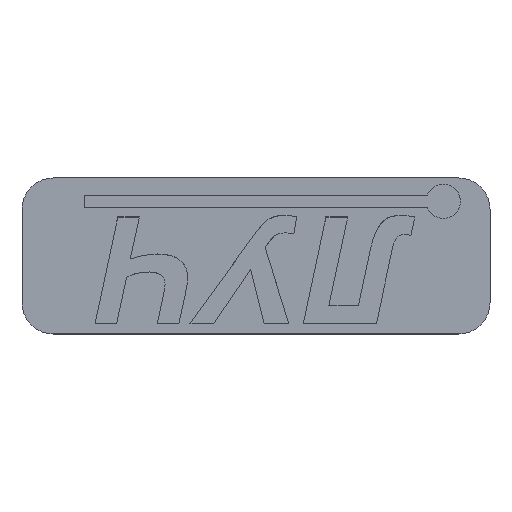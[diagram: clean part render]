
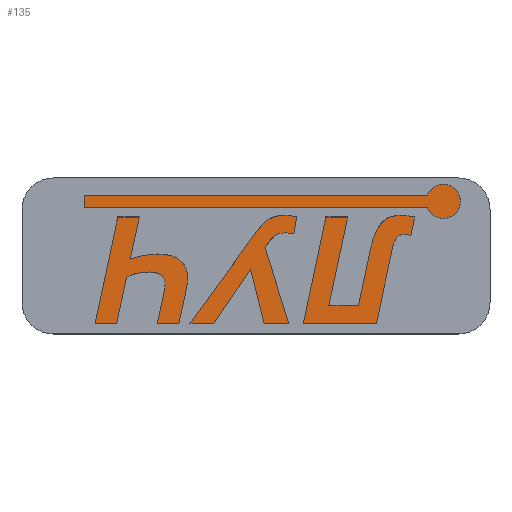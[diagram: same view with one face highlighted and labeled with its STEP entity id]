
A CAD part, top view. The second image highlights one B-rep face of the part: STEP entity #135.
In plain terms, the highlighted planar face has unit normal (0, 0, 1).
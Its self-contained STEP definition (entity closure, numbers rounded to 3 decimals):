
#135=ADVANCED_FACE('',(#740),#742,.T.);
#740=FACE_BOUND('',#741,.T.);
#741=EDGE_LOOP('',(#1193,#1194,#1195,#1196,#1197,#1198,#1199,#1200));
#742=PLANE('',#743);
#743=AXIS2_PLACEMENT_3D('',#744,#745,#746);
#744=CARTESIAN_POINT('',(0.,0.,0.44));
#745=DIRECTION('',(0.,0.,1.));
#746=DIRECTION('',(-1.,0.,0.));
#1193=ORIENTED_EDGE('',*,*,#1619,.T.);
#1194=ORIENTED_EDGE('',*,*,#1623,.T.);
#1195=ORIENTED_EDGE('',*,*,#1626,.T.);
#1196=ORIENTED_EDGE('',*,*,#1629,.T.);
#1197=ORIENTED_EDGE('',*,*,#1632,.T.);
#1198=ORIENTED_EDGE('',*,*,#1635,.T.);
#1199=ORIENTED_EDGE('',*,*,#1638,.T.);
#1200=ORIENTED_EDGE('',*,*,#1640,.T.);
#1619=EDGE_CURVE('',#1817,#1815,#1818,.T.);
#1623=EDGE_CURVE('',#1815,#1822,#1824,.T.);
#1626=EDGE_CURVE('',#1822,#1827,#1829,.T.);
#1629=EDGE_CURVE('',#1827,#1832,#1834,.T.);
#1632=EDGE_CURVE('',#1832,#1837,#1839,.T.);
#1635=EDGE_CURVE('',#1837,#1842,#1844,.T.);
#1638=EDGE_CURVE('',#1842,#1847,#1849,.T.);
#1640=EDGE_CURVE('',#1847,#1817,#1851,.T.);
#1815=VERTEX_POINT('',#2142);
#1817=VERTEX_POINT('',#2146);
#1818=LINE('',#2147,#2148);
#1822=VERTEX_POINT('',#2158);
#1824=CIRCLE('',#2162,2.);
#1827=VERTEX_POINT('',#2170);
#1829=LINE('',#2174,#2175);
#1832=VERTEX_POINT('',#2182);
#1834=CIRCLE('',#2186,2.);
#1837=VERTEX_POINT('',#2194);
#1839=LINE('',#2198,#2199);
#1842=VERTEX_POINT('',#2206);
#1844=CIRCLE('',#2210,2.);
#1847=VERTEX_POINT('',#2218);
#1849=LINE('',#2222,#2223);
#1851=CIRCLE('',#2229,2.);
#2142=CARTESIAN_POINT('',(-2.,-10.,0.44));
#2146=CARTESIAN_POINT('',(-28.,-10.,0.44));
#2147=CARTESIAN_POINT('',(-28.,-10.,0.44));
#2148=VECTOR('',#2149,1.);
#2149=DIRECTION('',(1.,0.,0.));
#2158=CARTESIAN_POINT('',(0.,-8.,0.44));
#2162=AXIS2_PLACEMENT_3D('',#2163,#2164,#2165);
#2163=CARTESIAN_POINT('',(-2.,-8.,0.44));
#2164=DIRECTION('',(0.,0.,1.));
#2165=DIRECTION('',(0.,-1.,0.));
#2170=CARTESIAN_POINT('',(0.,-2.,0.44));
#2174=CARTESIAN_POINT('',(0.,-8.,0.44));
#2175=VECTOR('',#2176,1.);
#2176=DIRECTION('',(0.,1.,0.));
#2182=CARTESIAN_POINT('',(-2.,0.,0.44));
#2186=AXIS2_PLACEMENT_3D('',#2187,#2188,#2189);
#2187=CARTESIAN_POINT('',(-2.,-2.,0.44));
#2188=DIRECTION('',(0.,0.,1.));
#2189=DIRECTION('',(1.,0.,0.));
#2194=CARTESIAN_POINT('',(-28.,0.,0.44));
#2198=CARTESIAN_POINT('',(-2.,0.,0.44));
#2199=VECTOR('',#2200,1.);
#2200=DIRECTION('',(-1.,0.,0.));
#2206=CARTESIAN_POINT('',(-30.,-2.,0.44));
#2210=AXIS2_PLACEMENT_3D('',#2211,#2212,#2213);
#2211=CARTESIAN_POINT('',(-28.,-2.,0.44));
#2212=DIRECTION('',(0.,0.,1.));
#2213=DIRECTION('',(0.,1.,0.));
#2218=CARTESIAN_POINT('',(-30.,-8.,0.44));
#2222=CARTESIAN_POINT('',(-30.,-2.,0.44));
#2223=VECTOR('',#2224,1.);
#2224=DIRECTION('',(0.,-1.,0.));
#2229=AXIS2_PLACEMENT_3D('',#2230,#2231,#2232);
#2230=CARTESIAN_POINT('',(-28.,-8.,0.44));
#2231=DIRECTION('',(0.,0.,1.));
#2232=DIRECTION('',(-1.,0.,0.));
